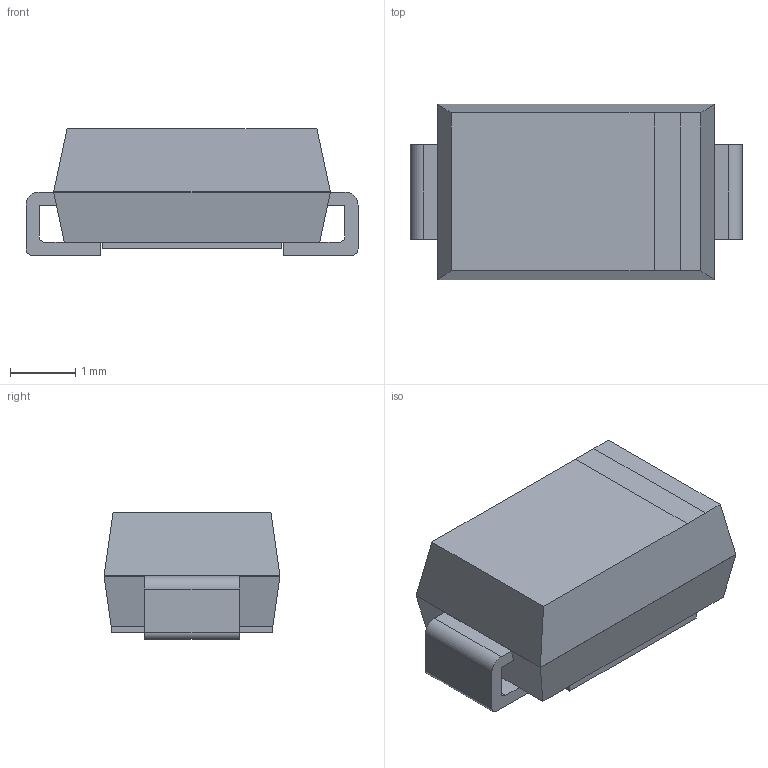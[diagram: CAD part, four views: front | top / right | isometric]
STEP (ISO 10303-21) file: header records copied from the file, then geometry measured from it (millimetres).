
FILE_DESCRIPTION(('FreeCAD Model'),'2;1');
FILE_NAME('Open CASCADE Shape Model','2022-03-21T23:04:10',('Author'),( ''),'Open CASCADE STEP processor 7.5','FreeCAD','Unknown');
FILE_SCHEMA(('AUTOMOTIVE_DESIGN { 1 0 10303 214 1 1 1 1 }'));
Length unit declared in the file: millimetre
Products named in the file (1): DO-214AC
Bounding box: 5.1 x 2.7 x 1.95 mm (x, y, z)
Volume: 20.2 mm3; surface area: 54.2 mm2
Topology: 1 solids, 1 shells, 46 faces, 128 edges, 80 vertices
Faces by surface type: plane 40, cylinder 6
Entity records: 3262 total; most frequent: CARTESIAN_POINT 535, DIRECTION 466, LINE 336, VECTOR 336, ORIENTED_EDGE 256, PCURVE 256, DEFINITIONAL_REPRESENTATION 256, EDGE_CURVE 128
